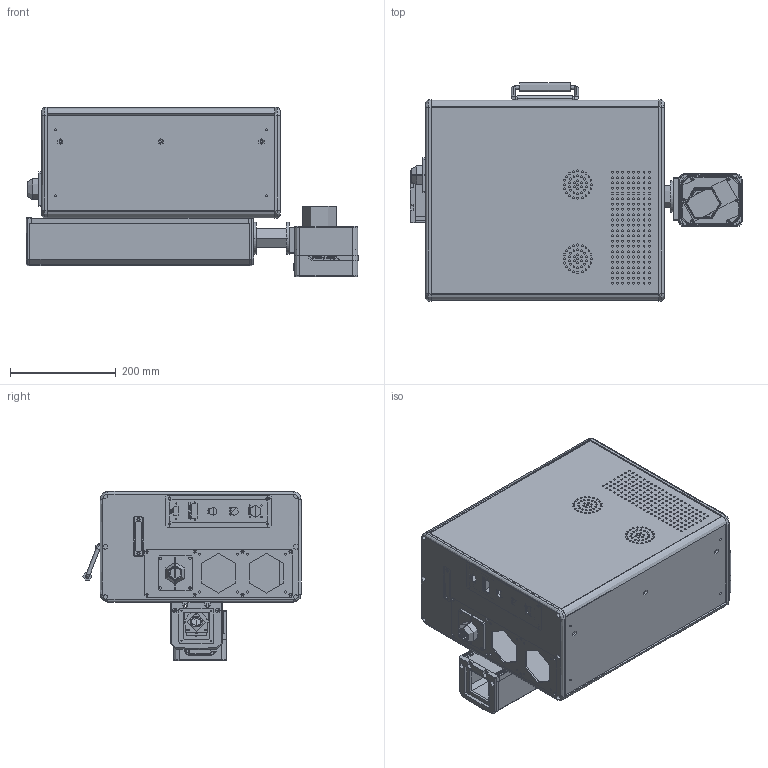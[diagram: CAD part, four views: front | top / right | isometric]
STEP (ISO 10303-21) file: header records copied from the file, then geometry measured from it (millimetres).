
FILE_DESCRIPTION (( 'STEP AP203' ), '1' );
FILE_NAME ('萇埭眊+嫖玹.STEP', '2026-01-22T01:02:56', ( '' ), ( '' ), 'SwSTEP 2.0', 'SolidWorks 2020', '' );
FILE_SCHEMA (( 'CONFIG_CONTROL_DESIGN' ));
Length unit declared in the file: millimetre
Products named in the file (4): RC1001; MHX-01-001萇埭眊; 电源箱+光纤; 汔蔥郪磁  嫖繚
Assembly tree (3 placements, depth 2):
  电源箱+光纤
    MHX-01-001萇埭眊
    汔蔥郪磁  嫖繚
    RC1001
Bounding box: 627.35 x 412.51 x 319.6 mm (x, y, z)
Volume: 882598.7 mm3
Topology: 9 solids, 118 shells, 2551 faces, 9125 edges, 6609 vertices
Faces by surface type: cylinder 1480, plane 751, bspline 233, cone 81, torus 6
Entity records: 143020 total; most frequent: CARTESIAN_POINT 66661, ORIENTED_EDGE 14978, DIRECTION 14636, EDGE_CURVE 9017, VERTEX_POINT 6600, AXIS2_PLACEMENT_3D 5376, VECTOR 3884, LINE 3884
